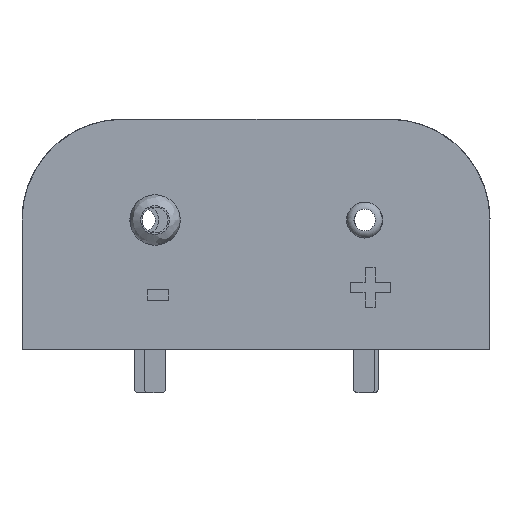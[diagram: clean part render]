
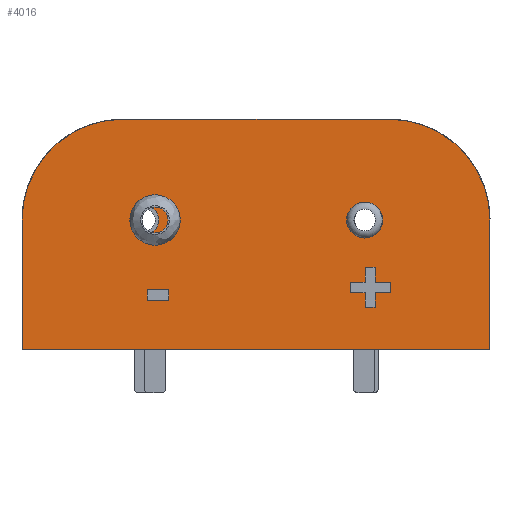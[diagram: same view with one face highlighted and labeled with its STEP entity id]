
A CAD part, front view. The second image highlights one B-rep face of the part: STEP entity #4016.
In plain terms, the highlighted planar face has unit normal (0, -1, 0).
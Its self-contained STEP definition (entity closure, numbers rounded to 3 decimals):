
#135=FACE_BOUND('',#679,.T.);
#136=FACE_BOUND('',#680,.T.);
#137=FACE_BOUND('',#681,.T.);
#138=FACE_BOUND('',#682,.T.);
#221=CIRCLE('',#4357,1.);
#223=CIRCLE('',#4360,1.);
#224=CIRCLE('',#4374,7.);
#227=CIRCLE('',#4383,7.);
#439=FACE_OUTER_BOUND('',#678,.T.);
#678=EDGE_LOOP('',(#3314,#3315,#3316,#3317,#3318,#3319));
#679=EDGE_LOOP('',(#3320,#3321,#3322,#3323,#3324,#3325,#3326,#3327,#3328,
#3329,#3330,#3331));
#680=EDGE_LOOP('',(#3332,#3333,#3334,#3335));
#681=EDGE_LOOP('',(#3336));
#682=EDGE_LOOP('',(#3337));
#889=LINE('',#6174,#1292);
#893=LINE('',#6182,#1296);
#896=LINE('',#6188,#1299);
#899=LINE('',#6194,#1302);
#902=LINE('',#6200,#1305);
#905=LINE('',#6206,#1308);
#908=LINE('',#6212,#1311);
#911=LINE('',#6218,#1314);
#914=LINE('',#6224,#1317);
#917=LINE('',#6230,#1320);
#920=LINE('',#6236,#1323);
#923=LINE('',#6241,#1326);
#925=LINE('',#6247,#1328);
#929=LINE('',#6255,#1332);
#932=LINE('',#6261,#1335);
#935=LINE('',#6266,#1338);
#1073=LINE('',#6628,#1476);
#1081=LINE('',#6650,#1484);
#1082=LINE('',#6652,#1485);
#1083=LINE('',#6653,#1486);
#1292=VECTOR('',#4918,10.);
#1296=VECTOR('',#4924,10.);
#1299=VECTOR('',#4929,10.);
#1302=VECTOR('',#4934,10.);
#1305=VECTOR('',#4939,10.);
#1308=VECTOR('',#4944,10.);
#1311=VECTOR('',#4949,10.);
#1314=VECTOR('',#4954,10.);
#1317=VECTOR('',#4959,10.);
#1320=VECTOR('',#4964,10.);
#1323=VECTOR('',#4969,10.);
#1326=VECTOR('',#4974,10.);
#1328=VECTOR('',#4980,10.);
#1332=VECTOR('',#4986,10.);
#1335=VECTOR('',#4991,10.);
#1338=VECTOR('',#4996,10.);
#1476=VECTOR('',#5304,10.);
#1484=VECTOR('',#5328,10.);
#1485=VECTOR('',#5329,10.);
#1486=VECTOR('',#5330,10.);
#1761=VERTEX_POINT('',#6172);
#1762=VERTEX_POINT('',#6173);
#1765=VERTEX_POINT('',#6181);
#1767=VERTEX_POINT('',#6187);
#1769=VERTEX_POINT('',#6193);
#1771=VERTEX_POINT('',#6199);
#1773=VERTEX_POINT('',#6205);
#1775=VERTEX_POINT('',#6211);
#1777=VERTEX_POINT('',#6217);
#1779=VERTEX_POINT('',#6223);
#1781=VERTEX_POINT('',#6229);
#1783=VERTEX_POINT('',#6235);
#1785=VERTEX_POINT('',#6245);
#1786=VERTEX_POINT('',#6246);
#1789=VERTEX_POINT('',#6254);
#1791=VERTEX_POINT('',#6260);
#1850=VERTEX_POINT('',#6558);
#1852=VERTEX_POINT('',#6564);
#1865=VERTEX_POINT('',#6616);
#1866=VERTEX_POINT('',#6617);
#1867=VERTEX_POINT('',#6627);
#1872=VERTEX_POINT('',#6645);
#1873=VERTEX_POINT('',#6649);
#1874=VERTEX_POINT('',#6651);
#2182=EDGE_CURVE('',#1761,#1762,#889,.T.);
#2186=EDGE_CURVE('',#1765,#1761,#893,.T.);
#2189=EDGE_CURVE('',#1767,#1765,#896,.T.);
#2192=EDGE_CURVE('',#1769,#1767,#899,.T.);
#2195=EDGE_CURVE('',#1771,#1769,#902,.T.);
#2198=EDGE_CURVE('',#1773,#1771,#905,.T.);
#2201=EDGE_CURVE('',#1775,#1773,#908,.T.);
#2204=EDGE_CURVE('',#1777,#1775,#911,.T.);
#2207=EDGE_CURVE('',#1779,#1777,#914,.T.);
#2210=EDGE_CURVE('',#1781,#1779,#917,.T.);
#2213=EDGE_CURVE('',#1783,#1781,#920,.T.);
#2216=EDGE_CURVE('',#1762,#1783,#923,.T.);
#2218=EDGE_CURVE('',#1785,#1786,#925,.T.);
#2222=EDGE_CURVE('',#1789,#1785,#929,.T.);
#2225=EDGE_CURVE('',#1791,#1789,#932,.T.);
#2228=EDGE_CURVE('',#1786,#1791,#935,.T.);
#2344=EDGE_CURVE('',#1850,#1850,#221,.T.);
#2347=EDGE_CURVE('',#1852,#1852,#223,.T.);
#2372=EDGE_CURVE('',#1865,#1866,#224,.T.);
#2379=EDGE_CURVE('',#1867,#1866,#1073,.T.);
#2388=EDGE_CURVE('',#1867,#1872,#227,.T.);
#2390=EDGE_CURVE('',#1865,#1873,#1081,.T.);
#2391=EDGE_CURVE('',#1873,#1874,#1082,.T.);
#2392=EDGE_CURVE('',#1874,#1872,#1083,.T.);
#3314=ORIENTED_EDGE('',*,*,#2372,.F.);
#3315=ORIENTED_EDGE('',*,*,#2390,.T.);
#3316=ORIENTED_EDGE('',*,*,#2391,.T.);
#3317=ORIENTED_EDGE('',*,*,#2392,.T.);
#3318=ORIENTED_EDGE('',*,*,#2388,.F.);
#3319=ORIENTED_EDGE('',*,*,#2379,.T.);
#3320=ORIENTED_EDGE('',*,*,#2182,.T.);
#3321=ORIENTED_EDGE('',*,*,#2216,.T.);
#3322=ORIENTED_EDGE('',*,*,#2213,.T.);
#3323=ORIENTED_EDGE('',*,*,#2210,.T.);
#3324=ORIENTED_EDGE('',*,*,#2207,.T.);
#3325=ORIENTED_EDGE('',*,*,#2204,.T.);
#3326=ORIENTED_EDGE('',*,*,#2201,.T.);
#3327=ORIENTED_EDGE('',*,*,#2198,.T.);
#3328=ORIENTED_EDGE('',*,*,#2195,.T.);
#3329=ORIENTED_EDGE('',*,*,#2192,.T.);
#3330=ORIENTED_EDGE('',*,*,#2189,.T.);
#3331=ORIENTED_EDGE('',*,*,#2186,.T.);
#3332=ORIENTED_EDGE('',*,*,#2218,.T.);
#3333=ORIENTED_EDGE('',*,*,#2228,.T.);
#3334=ORIENTED_EDGE('',*,*,#2225,.T.);
#3335=ORIENTED_EDGE('',*,*,#2222,.T.);
#3336=ORIENTED_EDGE('',*,*,#2344,.T.);
#3337=ORIENTED_EDGE('',*,*,#2347,.T.);
#3825=PLANE('',#4384);
#4016=ADVANCED_FACE('',(#439,#135,#136,#137,#138),#3825,.T.);
#4357=AXIS2_PLACEMENT_3D('',#6560,#5233,#5234);
#4360=AXIS2_PLACEMENT_3D('',#6566,#5240,#5241);
#4374=AXIS2_PLACEMENT_3D('',#6618,#5292,#5293);
#4383=AXIS2_PLACEMENT_3D('',#6646,#5323,#5324);
#4384=AXIS2_PLACEMENT_3D('',#6648,#5326,#5327);
#4918=DIRECTION('',(0.,0.,-1.));
#4924=DIRECTION('',(-1.,0.,0.));
#4929=DIRECTION('',(0.,0.,-1.));
#4934=DIRECTION('',(1.,0.,0.));
#4939=DIRECTION('',(0.,0.,-1.));
#4944=DIRECTION('',(1.,0.,0.));
#4949=DIRECTION('',(0.,0.,1.));
#4954=DIRECTION('',(1.,0.,0.));
#4959=DIRECTION('',(0.,0.,1.));
#4964=DIRECTION('',(-1.,0.,0.));
#4969=DIRECTION('',(0.,0.,1.));
#4974=DIRECTION('',(-1.,0.,0.));
#4980=DIRECTION('',(0.,0.,-1.));
#4986=DIRECTION('',(1.,0.,0.));
#4991=DIRECTION('',(0.,0.,1.));
#4996=DIRECTION('',(-1.,0.,0.));
#5233=DIRECTION('center_axis',(0.,1.,0.));
#5234=DIRECTION('ref_axis',(-1.,0.,0.));
#5240=DIRECTION('center_axis',(0.,1.,0.));
#5241=DIRECTION('ref_axis',(-1.,0.,0.));
#5292=DIRECTION('center_axis',(0.,1.,0.));
#5293=DIRECTION('ref_axis',(-0.707,0.,0.707));
#5304=DIRECTION('',(-1.,0.,0.));
#5323=DIRECTION('center_axis',(0.,1.,0.));
#5324=DIRECTION('ref_axis',(0.707,0.,0.707));
#5326=DIRECTION('center_axis',(0.,-1.,0.));
#5327=DIRECTION('ref_axis',(0.,0.,-1.));
#5328=DIRECTION('',(0.,0.,-1.));
#5329=DIRECTION('',(1.,0.,0.));
#5330=DIRECTION('',(0.,0.,1.));
#6172=CARTESIAN_POINT('',(24.522,-1.5,-5.04));
#6173=CARTESIAN_POINT('',(24.522,-1.5,-6.071));
#6174=CARTESIAN_POINT('',(24.522,-1.5,-3.02));
#6181=CARTESIAN_POINT('',(25.564,-1.5,-5.04));
#6182=CARTESIAN_POINT('',(20.907,-1.5,-5.04));
#6187=CARTESIAN_POINT('',(25.564,-1.5,-4.328));
#6188=CARTESIAN_POINT('',(25.564,-1.5,-2.664));
#6193=CARTESIAN_POINT('',(24.522,-1.5,-4.328));
#6194=CARTESIAN_POINT('',(20.386,-1.5,-4.328));
#6199=CARTESIAN_POINT('',(24.522,-1.5,-3.297));
#6200=CARTESIAN_POINT('',(24.522,-1.5,-2.148));
#6205=CARTESIAN_POINT('',(23.829,-1.5,-3.297));
#6206=CARTESIAN_POINT('',(20.04,-1.5,-3.297));
#6211=CARTESIAN_POINT('',(23.829,-1.5,-4.328));
#6212=CARTESIAN_POINT('',(23.829,-1.5,-2.664));
#6217=CARTESIAN_POINT('',(22.79,-1.5,-4.328));
#6218=CARTESIAN_POINT('',(19.52,-1.5,-4.328));
#6223=CARTESIAN_POINT('',(22.79,-1.5,-5.04));
#6224=CARTESIAN_POINT('',(22.79,-1.5,-3.02));
#6229=CARTESIAN_POINT('',(23.829,-1.5,-5.04));
#6230=CARTESIAN_POINT('',(20.04,-1.5,-5.04));
#6235=CARTESIAN_POINT('',(23.829,-1.5,-6.071));
#6236=CARTESIAN_POINT('',(23.829,-1.5,-3.535));
#6241=CARTESIAN_POINT('',(20.386,-1.5,-6.071));
#6245=CARTESIAN_POINT('',(10.176,-1.5,-4.823));
#6246=CARTESIAN_POINT('',(10.176,-1.5,-5.584));
#6247=CARTESIAN_POINT('',(10.176,-1.5,-2.912));
#6254=CARTESIAN_POINT('',(8.682,-1.5,-4.823));
#6255=CARTESIAN_POINT('',(12.466,-1.5,-4.823));
#6260=CARTESIAN_POINT('',(8.682,-1.5,-5.584));
#6261=CARTESIAN_POINT('',(8.682,-1.5,-3.292));
#6266=CARTESIAN_POINT('',(13.213,-1.5,-5.584));
#6558=CARTESIAN_POINT('',(25.,-1.5,0.));
#6560=CARTESIAN_POINT('Origin',(24.,-1.5,0.));
#6564=CARTESIAN_POINT('',(9.5,-1.5,0.));
#6566=CARTESIAN_POINT('Origin',(8.5,-1.5,0.));
#6616=CARTESIAN_POINT('',(0.,-1.5,0.));
#6617=CARTESIAN_POINT('',(7.,-1.5,7.));
#6618=CARTESIAN_POINT('Origin',(7.,-1.5,0.));
#6627=CARTESIAN_POINT('',(25.5,-1.5,7.));
#6628=CARTESIAN_POINT('',(32.5,-1.5,7.));
#6645=CARTESIAN_POINT('',(32.5,-1.5,0.));
#6646=CARTESIAN_POINT('Origin',(25.5,-1.5,0.));
#6648=CARTESIAN_POINT('Origin',(16.25,-1.5,-1.));
#6649=CARTESIAN_POINT('',(0.,-1.5,-9.));
#6650=CARTESIAN_POINT('',(0.,-1.5,7.));
#6651=CARTESIAN_POINT('',(32.5,-1.5,-9.));
#6652=CARTESIAN_POINT('',(0.,-1.5,-9.));
#6653=CARTESIAN_POINT('',(32.5,-1.5,-9.));
